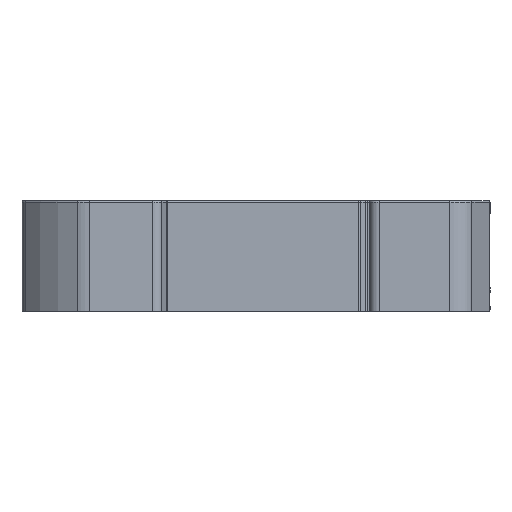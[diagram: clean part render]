
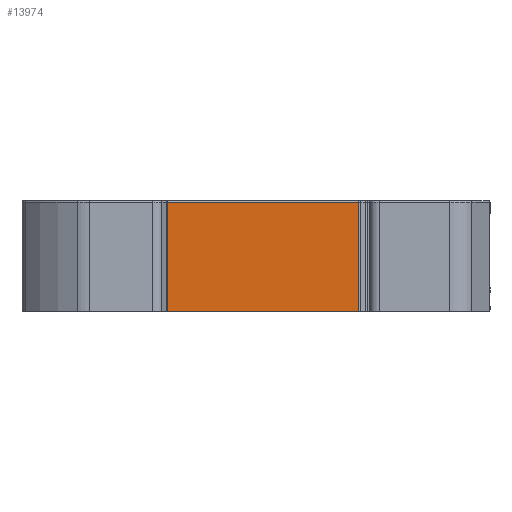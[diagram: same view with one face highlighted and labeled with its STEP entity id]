
A CAD part, front view. The second image highlights one B-rep face of the part: STEP entity #13974.
In plain terms, the highlighted planar face has unit normal (0, -1, 0).
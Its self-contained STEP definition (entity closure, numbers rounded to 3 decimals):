
#525 = CARTESIAN_POINT ( 'NONE',  ( -17.526, -47.654, 8.75 ) ) ;
#527 = DIRECTION ( 'NONE',  ( 0., 0., -1. ) ) ;
#529 = CARTESIAN_POINT ( 'NONE',  ( 13.9, -47.654, 8.5 ) ) ;
#531 = DIRECTION ( 'NONE',  ( -1., 0., 0. ) ) ;
#533 = CARTESIAN_POINT ( 'NONE',  ( 13.9, -47.654, 8.75 ) ) ;
#535 = DIRECTION ( 'NONE',  ( 0., 0., -1. ) ) ;
#1060 = PLANE ( 'NONE',  #8422 ) ;
#1061 = CARTESIAN_POINT ( 'NONE',  ( 13.9, -47.654, 8.75 ) ) ;
#1062 = DIRECTION ( 'NONE',  ( 0., 1., 0. ) ) ;
#1063 = DIRECTION ( 'NONE',  ( -1., 0., 0. ) ) ;
#1434 = EDGE_CURVE ( 'NONE', #4550, #4545, #10955, .T. ) ;
#4295 = VERTEX_POINT ( 'NONE', #6701 ) ;
#4297 = VERTEX_POINT ( 'NONE', #6703 ) ;
#4545 = VERTEX_POINT ( 'NONE', #6951 ) ;
#4550 = VERTEX_POINT ( 'NONE', #6956 ) ;
#5753 = LINE ( 'NONE', #525, #8262 ) ;
#5754 = LINE ( 'NONE', #529, #8263 ) ;
#5755 = LINE ( 'NONE', #533, #8265 ) ;
#5901 = FACE_OUTER_BOUND ( 'NONE', #6472, .T. ) ;
#6472 = EDGE_LOOP ( 'NONE', ( #17898, #17896, #17897, #17895 ) ) ;
#6701 = CARTESIAN_POINT ( 'NONE',  ( -17.526, -47.654, 8.5 ) ) ;
#6703 = CARTESIAN_POINT ( 'NONE',  ( 13.9, -47.654, 8.5 ) ) ;
#6951 = CARTESIAN_POINT ( 'NONE',  ( 13.9, -47.654, -8.75 ) ) ;
#6956 = CARTESIAN_POINT ( 'NONE',  ( -17.526, -47.654, -8.75 ) ) ;
#8262 = VECTOR ( 'NONE', #527, 1000. ) ;
#8263 = VECTOR ( 'NONE', #531, 1000. ) ;
#8265 = VECTOR ( 'NONE', #535, 1000. ) ;
#8422 = AXIS2_PLACEMENT_3D ( 'NONE', #1061, #1062, #1063 ) ;
#9328 = VECTOR ( 'NONE', #15246, 1000. ) ;
#10955 = LINE ( 'NONE', #15249, #9328 ) ;
#13846 = EDGE_CURVE ( 'NONE', #4295, #4550, #5753, .T. ) ;
#13847 = EDGE_CURVE ( 'NONE', #4297, #4295, #5754, .T. ) ;
#13848 = EDGE_CURVE ( 'NONE', #4297, #4545, #5755, .T. ) ;
#13974 = ADVANCED_FACE ( 'NONE', ( #5901 ), #1060, .F. ) ;
#15246 = DIRECTION ( 'NONE',  ( 1., 0., 0. ) ) ;
#15249 = CARTESIAN_POINT ( 'NONE',  ( 13.9, -47.654, -8.75 ) ) ;
#17895 = ORIENTED_EDGE ( 'NONE', *, *, #1434, .T. ) ;
#17896 = ORIENTED_EDGE ( 'NONE', *, *, #13847, .T. ) ;
#17897 = ORIENTED_EDGE ( 'NONE', *, *, #13846, .T. ) ;
#17898 = ORIENTED_EDGE ( 'NONE', *, *, #13848, .F. ) ;
